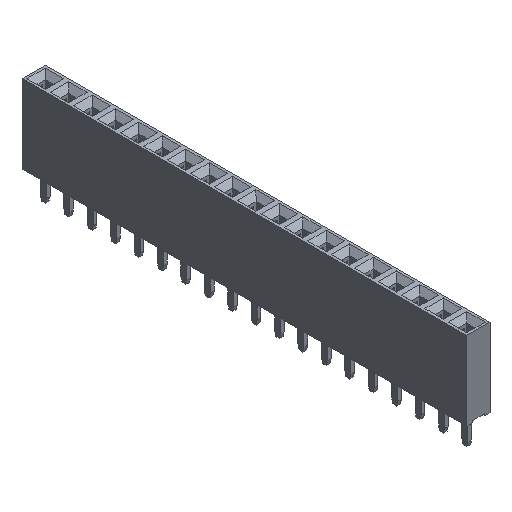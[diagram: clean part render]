
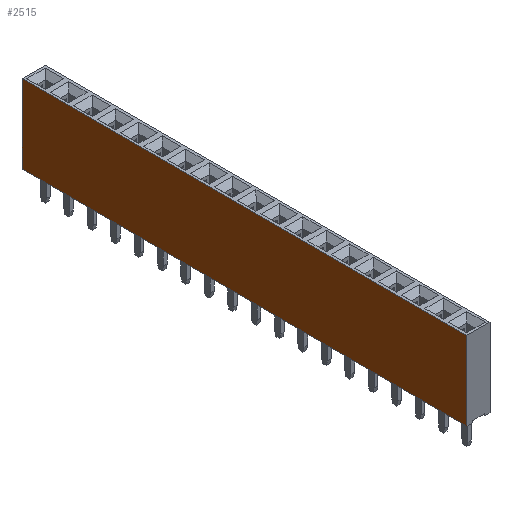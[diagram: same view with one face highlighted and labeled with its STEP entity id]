
A CAD part, isometric view. The second image highlights one B-rep face of the part: STEP entity #2515.
In plain terms, the highlighted planar face has unit normal (-1, 0, 0).
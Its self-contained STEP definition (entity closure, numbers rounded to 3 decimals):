
#913 = VERTEX_POINT('',#914);
#914 = CARTESIAN_POINT('',(-1.25,1.27,0.));
#922 = EDGE_CURVE('',#913,#923,#925,.T.);
#923 = VERTEX_POINT('',#924);
#924 = CARTESIAN_POINT('',(-1.25,1.27,8.5));
#925 = LINE('',#926,#927);
#926 = CARTESIAN_POINT('',(-1.25,1.27,0.));
#927 = VECTOR('',#928,1.);
#928 = DIRECTION('',(0.,0.,1.));
#1003 = EDGE_CURVE('',#1004,#913,#1006,.T.);
#1004 = VERTEX_POINT('',#1005);
#1005 = CARTESIAN_POINT('',(-1.25,-46.99,0.));
#1006 = LINE('',#1007,#1008);
#1007 = CARTESIAN_POINT('',(-1.25,-46.99,0.));
#1008 = VECTOR('',#1009,1.);
#1009 = DIRECTION('',(0.,1.,0.));
#1850 = EDGE_CURVE('',#1851,#923,#1853,.T.);
#1851 = VERTEX_POINT('',#1852);
#1852 = CARTESIAN_POINT('',(-1.25,-46.99,8.5));
#1853 = LINE('',#1854,#1855);
#1854 = CARTESIAN_POINT('',(-1.25,-46.99,8.5));
#1855 = VECTOR('',#1856,1.);
#1856 = DIRECTION('',(0.,1.,0.));
#2515 = ADVANCED_FACE('',(#2516),#2527,.T.);
#2516 = FACE_BOUND('',#2517,.T.);
#2517 = EDGE_LOOP('',(#2518,#2524,#2525,#2526));
#2518 = ORIENTED_EDGE('',*,*,#2519,.T.);
#2519 = EDGE_CURVE('',#1004,#1851,#2520,.T.);
#2520 = LINE('',#2521,#2522);
#2521 = CARTESIAN_POINT('',(-1.25,-46.99,0.));
#2522 = VECTOR('',#2523,1.);
#2523 = DIRECTION('',(0.,0.,1.));
#2524 = ORIENTED_EDGE('',*,*,#1850,.T.);
#2525 = ORIENTED_EDGE('',*,*,#922,.F.);
#2526 = ORIENTED_EDGE('',*,*,#1003,.F.);
#2527 = PLANE('',#2528);
#2528 = AXIS2_PLACEMENT_3D('',#2529,#2530,#2531);
#2529 = CARTESIAN_POINT('',(-1.25,-46.99,0.));
#2530 = DIRECTION('',(-1.,0.,0.));
#2531 = DIRECTION('',(0.,1.,0.));
